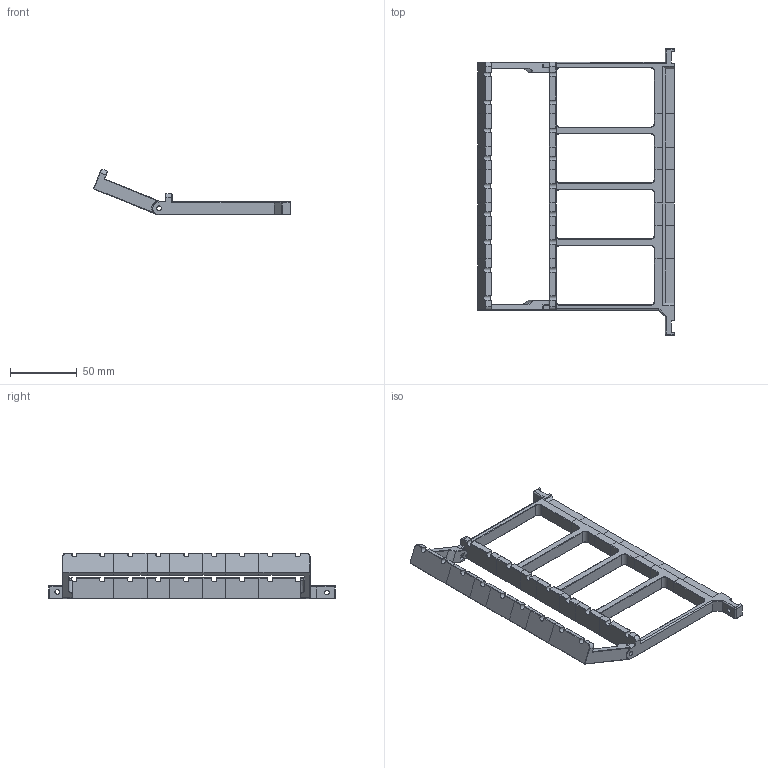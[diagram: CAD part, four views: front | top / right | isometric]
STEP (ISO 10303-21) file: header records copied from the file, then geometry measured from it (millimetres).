
FILE_DESCRIPTION(/* description */ (''),/* implementation_level */ '2;1');
FILE_NAME(/* name */ 'Inlet-Guides.stp',/* time_stamp */ '2022-03-11T06:20:28+01:00',/* author */ (''),/* organization */ (''),/* preprocessor_version */ 'ST-DEVELOPER v15.2',/* originating_system */ 'Autodesk Translator Framework v2.0.0.5431',/* authorisation */ '');
FILE_SCHEMA (('AUTOMOTIVE_DESIGN { 1 0 10303 214 3 1 1 }'));
Length unit declared in the file: centimetre
Products named in the file (1): Inlet-Guides
Bounding box: 147.81 x 215.5 x 34.45 mm (x, y, z)
Volume: 76331.1 mm3; surface area: 43092 mm2
Topology: 16 solids, 16 shells, 535 faces, 1360 edges, 861 vertices
Faces by surface type: plane 393, cylinder 75, cone 41, bspline 24, sphere 2
Full cylindrical faces by diameter (mm): 2.5 x2, 3.5 x4, 4 x2
Entity records: 16420 total; most frequent: CARTESIAN_POINT 3702, ORIENTED_EDGE 2700, DIRECTION 2504, EDGE_CURVE 1350, LINE 990, VECTOR 990, VERTEX_POINT 859, AXIS2_PLACEMENT_3D 757
